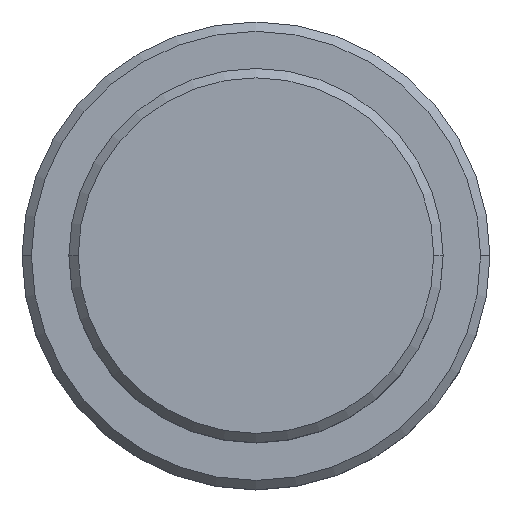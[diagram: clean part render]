
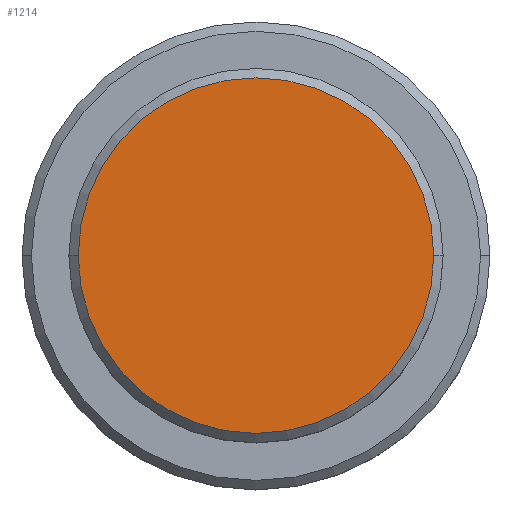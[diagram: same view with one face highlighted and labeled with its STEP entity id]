
A CAD part, top view. The second image highlights one B-rep face of the part: STEP entity #1214.
In plain terms, the highlighted planar face has unit normal (0, 0, 1).
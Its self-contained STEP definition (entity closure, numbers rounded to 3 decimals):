
#40 = CIRCLE ( 'NONE', #658, 9.5 ) ;
#149 = FACE_OUTER_BOUND ( 'NONE', #668, .T. ) ;
#174 = DIRECTION ( 'NONE',  ( 0., 0., 1. ) ) ;
#270 = DIRECTION ( 'NONE',  ( 1., 0., 0. ) ) ;
#475 = CARTESIAN_POINT ( 'NONE',  ( 0., 0., 0. ) ) ;
#564 = CIRCLE ( 'NONE', #1363, 9.5 ) ;
#658 = AXIS2_PLACEMENT_3D ( 'NONE', #816, #174, #270 ) ;
#668 = EDGE_LOOP ( 'NONE', ( #1385, #744 ) ) ;
#694 = DIRECTION ( 'NONE',  ( 0., 0., 1. ) ) ;
#740 = DIRECTION ( 'NONE',  ( 1., 0., 0. ) ) ;
#744 = ORIENTED_EDGE ( 'NONE', *, *, #824, .T. ) ;
#814 = DIRECTION ( 'NONE',  ( 1., 0., 0. ) ) ;
#816 = CARTESIAN_POINT ( 'NONE',  ( 0., 0., 0. ) ) ;
#824 = EDGE_CURVE ( 'NONE', #1309, #1070, #40, .T. ) ;
#1070 = VERTEX_POINT ( 'NONE', #1307 ) ;
#1178 = CARTESIAN_POINT ( 'NONE',  ( 9.5, 0., 0. ) ) ;
#1212 = AXIS2_PLACEMENT_3D ( 'NONE', #475, #694, #814 ) ;
#1214 = ADVANCED_FACE ( 'NONE', ( #149 ), #1263, .T. ) ;
#1263 = PLANE ( 'NONE',  #1212 ) ;
#1273 = DIRECTION ( 'NONE',  ( 0., 0., 1. ) ) ;
#1307 = CARTESIAN_POINT ( 'NONE',  ( -9.5, 0., 0. ) ) ;
#1309 = VERTEX_POINT ( 'NONE', #1178 ) ;
#1359 = EDGE_CURVE ( 'NONE', #1070, #1309, #564, .T. ) ;
#1363 = AXIS2_PLACEMENT_3D ( 'NONE', #1384, #1273, #740 ) ;
#1384 = CARTESIAN_POINT ( 'NONE',  ( 0., 0., 0. ) ) ;
#1385 = ORIENTED_EDGE ( 'NONE', *, *, #1359, .T. ) ;
